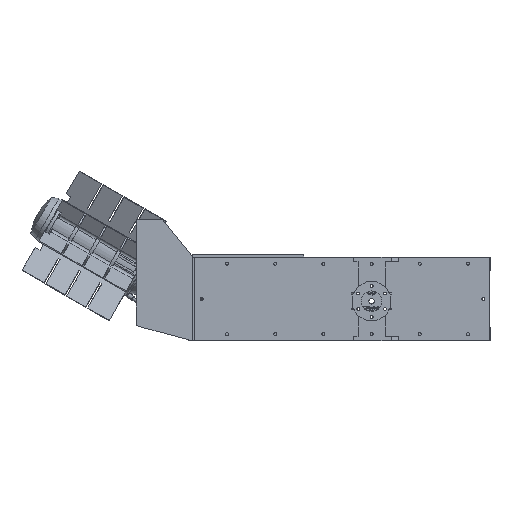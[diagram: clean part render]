
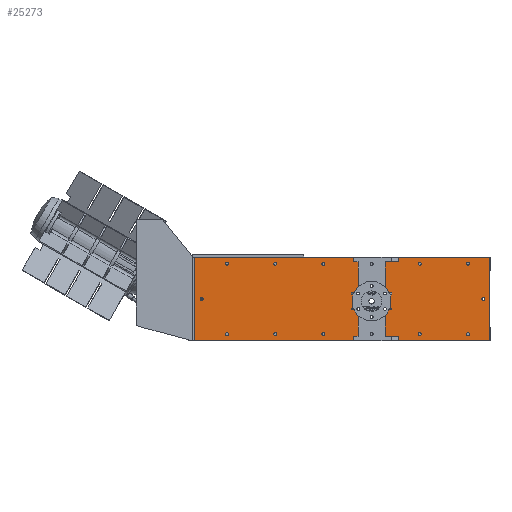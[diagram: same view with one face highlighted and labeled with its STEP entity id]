
A CAD part, front view. The second image highlights one B-rep face of the part: STEP entity #25273.
In plain terms, the highlighted face is planar.
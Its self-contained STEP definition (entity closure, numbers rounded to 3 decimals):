
#1244=FACE_BOUND('',#3794,.T.);
#1245=FACE_BOUND('',#3795,.T.);
#1246=FACE_BOUND('',#3796,.T.);
#1247=FACE_BOUND('',#3797,.T.);
#1248=FACE_BOUND('',#3798,.T.);
#1249=FACE_BOUND('',#3799,.T.);
#1250=FACE_BOUND('',#3800,.T.);
#1251=FACE_BOUND('',#3801,.T.);
#1252=FACE_BOUND('',#3802,.T.);
#1253=FACE_BOUND('',#3803,.T.);
#1254=FACE_BOUND('',#3804,.T.);
#1255=FACE_BOUND('',#3805,.T.);
#1256=FACE_BOUND('',#3806,.T.);
#1257=FACE_BOUND('',#3807,.T.);
#1258=FACE_BOUND('',#3808,.T.);
#1259=FACE_BOUND('',#3809,.T.);
#1260=FACE_BOUND('',#3810,.T.);
#1261=FACE_BOUND('',#3811,.T.);
#1262=FACE_BOUND('',#3812,.T.);
#1263=FACE_BOUND('',#3813,.T.);
#1264=FACE_BOUND('',#3814,.T.);
#1597=PLANE('',#27052);
#2402=FACE_OUTER_BOUND('',#3793,.T.);
#3793=EDGE_LOOP('',(#17475,#17476,#17477,#17478));
#3794=EDGE_LOOP('',(#17479));
#3795=EDGE_LOOP('',(#17480));
#3796=EDGE_LOOP('',(#17481));
#3797=EDGE_LOOP('',(#17482));
#3798=EDGE_LOOP('',(#17483));
#3799=EDGE_LOOP('',(#17484));
#3800=EDGE_LOOP('',(#17485));
#3801=EDGE_LOOP('',(#17486));
#3802=EDGE_LOOP('',(#17487));
#3803=EDGE_LOOP('',(#17488));
#3804=EDGE_LOOP('',(#17489));
#3805=EDGE_LOOP('',(#17490));
#3806=EDGE_LOOP('',(#17491));
#3807=EDGE_LOOP('',(#17492));
#3808=EDGE_LOOP('',(#17493));
#3809=EDGE_LOOP('',(#17494));
#3810=EDGE_LOOP('',(#17495));
#3811=EDGE_LOOP('',(#17496));
#3812=EDGE_LOOP('',(#17497));
#3813=EDGE_LOOP('',(#17498));
#3814=EDGE_LOOP('',(#17499));
#5533=LINE('',#36048,#7853);
#5536=LINE('',#36054,#7856);
#5539=LINE('',#36060,#7859);
#5542=LINE('',#36064,#7862);
#7853=VECTOR('',#29417,10.);
#7856=VECTOR('',#29422,10.);
#7859=VECTOR('',#29427,10.);
#7862=VECTOR('',#29432,10.);
#10091=CIRCLE('',#26986,4.1);
#10093=CIRCLE('',#26989,2.1);
#10095=CIRCLE('',#26992,2.1);
#10097=CIRCLE('',#26995,2.1);
#10099=CIRCLE('',#26998,2.1);
#10101=CIRCLE('',#27001,2.1);
#10103=CIRCLE('',#27004,2.1);
#10105=CIRCLE('',#27007,2.1);
#10107=CIRCLE('',#27010,2.1);
#10109=CIRCLE('',#27013,2.1);
#10111=CIRCLE('',#27016,2.1);
#10113=CIRCLE('',#27019,2.1);
#10115=CIRCLE('',#27022,2.1);
#10117=CIRCLE('',#27025,2.1);
#10119=CIRCLE('',#27028,2.1);
#10121=CIRCLE('',#27031,2.1);
#10123=CIRCLE('',#27034,2.1);
#10125=CIRCLE('',#27037,2.1);
#10127=CIRCLE('',#27040,2.1);
#10129=CIRCLE('',#27043,2.1);
#10131=CIRCLE('',#27046,2.1);
#10965=VERTEX_POINT('',#35916);
#10967=VERTEX_POINT('',#35922);
#10969=VERTEX_POINT('',#35928);
#10971=VERTEX_POINT('',#35934);
#10973=VERTEX_POINT('',#35940);
#10975=VERTEX_POINT('',#35946);
#10977=VERTEX_POINT('',#35952);
#10979=VERTEX_POINT('',#35958);
#10981=VERTEX_POINT('',#35964);
#10983=VERTEX_POINT('',#35970);
#10985=VERTEX_POINT('',#35976);
#10987=VERTEX_POINT('',#35982);
#10989=VERTEX_POINT('',#35988);
#10991=VERTEX_POINT('',#35994);
#10993=VERTEX_POINT('',#36000);
#10995=VERTEX_POINT('',#36006);
#10997=VERTEX_POINT('',#36012);
#10999=VERTEX_POINT('',#36018);
#11001=VERTEX_POINT('',#36024);
#11003=VERTEX_POINT('',#36030);
#11005=VERTEX_POINT('',#36036);
#11009=VERTEX_POINT('',#36045);
#11010=VERTEX_POINT('',#36047);
#11012=VERTEX_POINT('',#36053);
#11014=VERTEX_POINT('',#36059);
#13506=EDGE_CURVE('',#10965,#10965,#10091,.T.);
#13509=EDGE_CURVE('',#10967,#10967,#10093,.T.);
#13512=EDGE_CURVE('',#10969,#10969,#10095,.T.);
#13515=EDGE_CURVE('',#10971,#10971,#10097,.T.);
#13518=EDGE_CURVE('',#10973,#10973,#10099,.T.);
#13521=EDGE_CURVE('',#10975,#10975,#10101,.T.);
#13524=EDGE_CURVE('',#10977,#10977,#10103,.T.);
#13527=EDGE_CURVE('',#10979,#10979,#10105,.T.);
#13530=EDGE_CURVE('',#10981,#10981,#10107,.T.);
#13533=EDGE_CURVE('',#10983,#10983,#10109,.T.);
#13536=EDGE_CURVE('',#10985,#10985,#10111,.T.);
#13539=EDGE_CURVE('',#10987,#10987,#10113,.T.);
#13542=EDGE_CURVE('',#10989,#10989,#10115,.T.);
#13545=EDGE_CURVE('',#10991,#10991,#10117,.T.);
#13548=EDGE_CURVE('',#10993,#10993,#10119,.T.);
#13551=EDGE_CURVE('',#10995,#10995,#10121,.T.);
#13554=EDGE_CURVE('',#10997,#10997,#10123,.T.);
#13557=EDGE_CURVE('',#10999,#10999,#10125,.T.);
#13560=EDGE_CURVE('',#11001,#11001,#10127,.T.);
#13563=EDGE_CURVE('',#11003,#11003,#10129,.T.);
#13566=EDGE_CURVE('',#11005,#11005,#10131,.T.);
#13571=EDGE_CURVE('',#11010,#11009,#5533,.T.);
#13574=EDGE_CURVE('',#11012,#11010,#5536,.T.);
#13577=EDGE_CURVE('',#11014,#11012,#5539,.T.);
#13580=EDGE_CURVE('',#11009,#11014,#5542,.T.);
#17475=ORIENTED_EDGE('',*,*,#13580,.T.);
#17476=ORIENTED_EDGE('',*,*,#13577,.T.);
#17477=ORIENTED_EDGE('',*,*,#13574,.T.);
#17478=ORIENTED_EDGE('',*,*,#13571,.T.);
#17479=ORIENTED_EDGE('',*,*,#13566,.T.);
#17480=ORIENTED_EDGE('',*,*,#13563,.T.);
#17481=ORIENTED_EDGE('',*,*,#13560,.T.);
#17482=ORIENTED_EDGE('',*,*,#13557,.T.);
#17483=ORIENTED_EDGE('',*,*,#13554,.T.);
#17484=ORIENTED_EDGE('',*,*,#13551,.T.);
#17485=ORIENTED_EDGE('',*,*,#13548,.T.);
#17486=ORIENTED_EDGE('',*,*,#13545,.T.);
#17487=ORIENTED_EDGE('',*,*,#13542,.T.);
#17488=ORIENTED_EDGE('',*,*,#13539,.T.);
#17489=ORIENTED_EDGE('',*,*,#13536,.T.);
#17490=ORIENTED_EDGE('',*,*,#13533,.T.);
#17491=ORIENTED_EDGE('',*,*,#13530,.T.);
#17492=ORIENTED_EDGE('',*,*,#13527,.T.);
#17493=ORIENTED_EDGE('',*,*,#13524,.T.);
#17494=ORIENTED_EDGE('',*,*,#13521,.T.);
#17495=ORIENTED_EDGE('',*,*,#13518,.T.);
#17496=ORIENTED_EDGE('',*,*,#13515,.T.);
#17497=ORIENTED_EDGE('',*,*,#13512,.T.);
#17498=ORIENTED_EDGE('',*,*,#13509,.T.);
#17499=ORIENTED_EDGE('',*,*,#13506,.T.);
#25273=ADVANCED_FACE('',(#2402,#1244,#1245,#1246,#1247,#1248,#1249,#1250,
#1251,#1252,#1253,#1254,#1255,#1256,#1257,#1258,#1259,#1260,#1261,#1262,
#1263,#1264),#1597,.T.);
#26986=AXIS2_PLACEMENT_3D('',#35917,#29268,#29269);
#26989=AXIS2_PLACEMENT_3D('',#35923,#29275,#29276);
#26992=AXIS2_PLACEMENT_3D('',#35929,#29282,#29283);
#26995=AXIS2_PLACEMENT_3D('',#35935,#29289,#29290);
#26998=AXIS2_PLACEMENT_3D('',#35941,#29296,#29297);
#27001=AXIS2_PLACEMENT_3D('',#35947,#29303,#29304);
#27004=AXIS2_PLACEMENT_3D('',#35953,#29310,#29311);
#27007=AXIS2_PLACEMENT_3D('',#35959,#29317,#29318);
#27010=AXIS2_PLACEMENT_3D('',#35965,#29324,#29325);
#27013=AXIS2_PLACEMENT_3D('',#35971,#29331,#29332);
#27016=AXIS2_PLACEMENT_3D('',#35977,#29338,#29339);
#27019=AXIS2_PLACEMENT_3D('',#35983,#29345,#29346);
#27022=AXIS2_PLACEMENT_3D('',#35989,#29352,#29353);
#27025=AXIS2_PLACEMENT_3D('',#35995,#29359,#29360);
#27028=AXIS2_PLACEMENT_3D('',#36001,#29366,#29367);
#27031=AXIS2_PLACEMENT_3D('',#36007,#29373,#29374);
#27034=AXIS2_PLACEMENT_3D('',#36013,#29380,#29381);
#27037=AXIS2_PLACEMENT_3D('',#36019,#29387,#29388);
#27040=AXIS2_PLACEMENT_3D('',#36025,#29394,#29395);
#27043=AXIS2_PLACEMENT_3D('',#36031,#29401,#29402);
#27046=AXIS2_PLACEMENT_3D('',#36037,#29408,#29409);
#27052=AXIS2_PLACEMENT_3D('',#36065,#29433,#29434);
#29268=DIRECTION('center_axis',(0.,0.,-1.));
#29269=DIRECTION('ref_axis',(1.,0.,0.));
#29275=DIRECTION('center_axis',(0.,0.,-1.));
#29276=DIRECTION('ref_axis',(1.,0.,0.));
#29282=DIRECTION('center_axis',(0.,0.,-1.));
#29283=DIRECTION('ref_axis',(1.,0.,0.));
#29289=DIRECTION('center_axis',(0.,0.,-1.));
#29290=DIRECTION('ref_axis',(1.,0.,0.));
#29296=DIRECTION('center_axis',(0.,0.,-1.));
#29297=DIRECTION('ref_axis',(1.,0.,0.));
#29303=DIRECTION('center_axis',(0.,0.,-1.));
#29304=DIRECTION('ref_axis',(1.,0.,0.));
#29310=DIRECTION('center_axis',(0.,0.,-1.));
#29311=DIRECTION('ref_axis',(1.,0.,0.));
#29317=DIRECTION('center_axis',(0.,0.,-1.));
#29318=DIRECTION('ref_axis',(1.,0.,0.));
#29324=DIRECTION('center_axis',(0.,0.,-1.));
#29325=DIRECTION('ref_axis',(1.,0.,0.));
#29331=DIRECTION('center_axis',(0.,0.,-1.));
#29332=DIRECTION('ref_axis',(1.,0.,0.));
#29338=DIRECTION('center_axis',(0.,0.,-1.));
#29339=DIRECTION('ref_axis',(1.,0.,0.));
#29345=DIRECTION('center_axis',(0.,0.,-1.));
#29346=DIRECTION('ref_axis',(1.,0.,0.));
#29352=DIRECTION('center_axis',(0.,0.,-1.));
#29353=DIRECTION('ref_axis',(1.,0.,0.));
#29359=DIRECTION('center_axis',(0.,0.,-1.));
#29360=DIRECTION('ref_axis',(1.,0.,0.));
#29366=DIRECTION('center_axis',(0.,0.,-1.));
#29367=DIRECTION('ref_axis',(1.,0.,0.));
#29373=DIRECTION('center_axis',(0.,0.,-1.));
#29374=DIRECTION('ref_axis',(1.,0.,0.));
#29380=DIRECTION('center_axis',(0.,0.,-1.));
#29381=DIRECTION('ref_axis',(1.,0.,0.));
#29387=DIRECTION('center_axis',(0.,0.,-1.));
#29388=DIRECTION('ref_axis',(1.,0.,0.));
#29394=DIRECTION('center_axis',(0.,0.,-1.));
#29395=DIRECTION('ref_axis',(1.,0.,0.));
#29401=DIRECTION('center_axis',(0.,0.,-1.));
#29402=DIRECTION('ref_axis',(1.,0.,0.));
#29408=DIRECTION('center_axis',(0.,0.,-1.));
#29409=DIRECTION('ref_axis',(1.,0.,0.));
#29417=DIRECTION('',(1.,0.,0.));
#29422=DIRECTION('',(0.,-1.,0.));
#29427=DIRECTION('',(-1.,0.,0.));
#29432=DIRECTION('',(0.,1.,0.));
#29433=DIRECTION('center_axis',(0.,0.,1.));
#29434=DIRECTION('ref_axis',(1.,0.,0.));
#35916=CARTESIAN_POINT('',(38.4,-3.3,3.5));
#35917=CARTESIAN_POINT('Origin',(42.5,-3.3,3.5));
#35922=CARTESIAN_POINT('',(40.4,51.,3.5));
#35923=CARTESIAN_POINT('Origin',(42.5,51.,3.5));
#35928=CARTESIAN_POINT('',(40.4,19.2,3.5));
#35929=CARTESIAN_POINT('Origin',(42.5,19.2,3.5));
#35934=CARTESIAN_POINT('',(20.914,7.95,3.5));
#35935=CARTESIAN_POINT('Origin',(23.014,7.95,3.5));
#35940=CARTESIAN_POINT('',(20.914,-14.55,3.5));
#35941=CARTESIAN_POINT('Origin',(23.014,-14.55,3.5));
#35946=CARTESIAN_POINT('',(40.4,-25.8,3.5));
#35947=CARTESIAN_POINT('Origin',(42.5,-25.8,3.5));
#35952=CARTESIAN_POINT('',(59.886,-14.55,3.5));
#35953=CARTESIAN_POINT('Origin',(61.986,-14.55,3.5));
#35958=CARTESIAN_POINT('',(59.886,7.95,3.5));
#35959=CARTESIAN_POINT('Origin',(61.986,7.95,3.5));
#35964=CARTESIAN_POINT('',(-169.6,51.,3.5));
#35965=CARTESIAN_POINT('Origin',(-167.5,51.,3.5));
#35970=CARTESIAN_POINT('',(-29.6,-51.,3.5));
#35971=CARTESIAN_POINT('Origin',(-27.5,-51.,3.5));
#35976=CARTESIAN_POINT('',(-169.6,-51.,3.5));
#35977=CARTESIAN_POINT('Origin',(-167.5,-51.,3.5));
#35982=CARTESIAN_POINT('',(110.4,-51.,3.5));
#35983=CARTESIAN_POINT('Origin',(112.5,-51.,3.5));
#35988=CARTESIAN_POINT('',(180.4,51.,3.5));
#35989=CARTESIAN_POINT('Origin',(182.5,51.,3.5));
#35994=CARTESIAN_POINT('',(110.4,51.,3.5));
#35995=CARTESIAN_POINT('Origin',(112.5,51.,3.5));
#36000=CARTESIAN_POINT('',(-29.6,51.,3.5));
#36001=CARTESIAN_POINT('Origin',(-27.5,51.,3.5));
#36006=CARTESIAN_POINT('',(-99.6,51.,3.5));
#36007=CARTESIAN_POINT('Origin',(-97.5,51.,3.5));
#36012=CARTESIAN_POINT('',(-206.6,0.,3.5));
#36013=CARTESIAN_POINT('Origin',(-204.5,0.,3.5));
#36018=CARTESIAN_POINT('',(202.4,0.,3.5));
#36019=CARTESIAN_POINT('Origin',(204.5,0.,3.5));
#36024=CARTESIAN_POINT('',(40.4,-51.,3.5));
#36025=CARTESIAN_POINT('Origin',(42.5,-51.,3.5));
#36030=CARTESIAN_POINT('',(-99.6,-51.,3.5));
#36031=CARTESIAN_POINT('Origin',(-97.5,-51.,3.5));
#36036=CARTESIAN_POINT('',(180.4,-51.,3.5));
#36037=CARTESIAN_POINT('Origin',(182.5,-51.,3.5));
#36045=CARTESIAN_POINT('',(214.5,-61.,3.5));
#36047=CARTESIAN_POINT('',(-214.5,-61.,3.5));
#36048=CARTESIAN_POINT('',(214.5,-61.,3.5));
#36053=CARTESIAN_POINT('',(-214.5,61.,3.5));
#36054=CARTESIAN_POINT('',(-214.5,-61.,3.5));
#36059=CARTESIAN_POINT('',(214.5,61.,3.5));
#36060=CARTESIAN_POINT('',(-214.5,61.,3.5));
#36064=CARTESIAN_POINT('',(214.5,61.,3.5));
#36065=CARTESIAN_POINT('Origin',(0.,0.,3.5));
